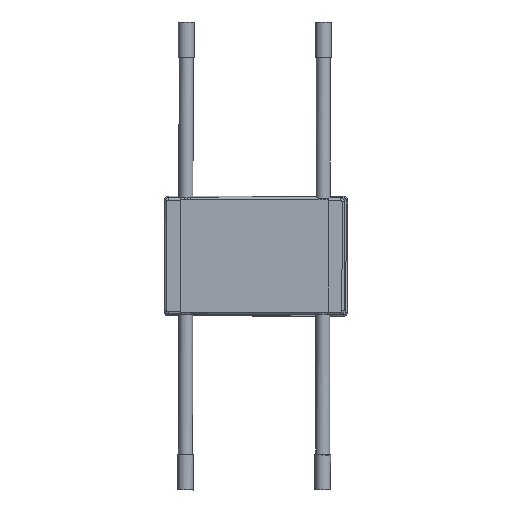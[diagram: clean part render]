
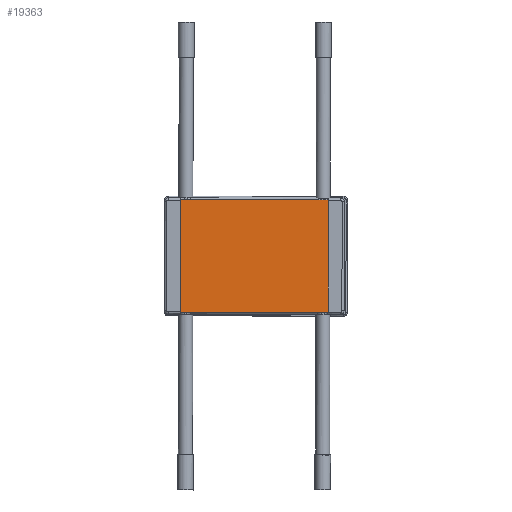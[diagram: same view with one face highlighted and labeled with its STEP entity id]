
A CAD part, front view. The second image highlights one B-rep face of the part: STEP entity #19363.
In plain terms, the highlighted planar face has unit normal (0, -1, 0).
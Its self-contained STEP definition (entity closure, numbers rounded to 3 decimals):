
#185=B_SPLINE_CURVE_WITH_KNOTS('',3,(#33022,#33023,#33024,#33025),
 .UNSPECIFIED.,.F.,.F.,(4,4),(0.607,0.636),
 .UNSPECIFIED.);
#187=B_SPLINE_CURVE_WITH_KNOTS('',3,(#33071,#33072,#33073,#33074),
 .UNSPECIFIED.,.F.,.F.,(4,4),(1.419,1.422),
 .UNSPECIFIED.);
#189=B_SPLINE_CURVE_WITH_KNOTS('',3,(#33096,#33097,#33098,#33099),
 .UNSPECIFIED.,.F.,.F.,(4,4),(0.628,0.636),
 .UNSPECIFIED.);
#191=B_SPLINE_CURVE_WITH_KNOTS('',3,(#33120,#33121,#33122,#33123),
 .UNSPECIFIED.,.F.,.F.,(4,4),(1.419,1.447),
 .UNSPECIFIED.);
#1335=PLANE('',#20768);
#2286=FACE_OUTER_BOUND('',#3616,.T.);
#3616=EDGE_LOOP('',(#18237,#18238,#18239,#18240,#18241,#18242,#18243,#18244,
#18245,#18246,#18247,#18248));
#5821=LINE('',#33007,#8053);
#5826=LINE('',#33034,#8058);
#5829=LINE('',#33040,#8061);
#5832=LINE('',#33046,#8064);
#5835=LINE('',#33052,#8067);
#5838=LINE('',#33058,#8070);
#5842=LINE('',#33083,#8074);
#5846=LINE('',#33108,#8078);
#8053=VECTOR('',#25536,10.);
#8058=VECTOR('',#25543,10.);
#8061=VECTOR('',#25548,10.);
#8064=VECTOR('',#25553,10.);
#8067=VECTOR('',#25558,10.);
#8070=VECTOR('',#25563,10.);
#8074=VECTOR('',#25569,10.);
#8078=VECTOR('',#25575,10.);
#10185=VERTEX_POINT('',#33005);
#10186=VERTEX_POINT('',#33006);
#10189=VERTEX_POINT('',#33021);
#10191=VERTEX_POINT('',#33033);
#10193=VERTEX_POINT('',#33039);
#10195=VERTEX_POINT('',#33045);
#10197=VERTEX_POINT('',#33051);
#10199=VERTEX_POINT('',#33057);
#10201=VERTEX_POINT('',#33070);
#10203=VERTEX_POINT('',#33082);
#10205=VERTEX_POINT('',#33095);
#10207=VERTEX_POINT('',#33107);
#12853=EDGE_CURVE('',#10185,#10186,#5821,.T.);
#12857=EDGE_CURVE('',#10185,#10189,#185,.T.);
#12860=EDGE_CURVE('',#10191,#10189,#5826,.T.);
#12863=EDGE_CURVE('',#10191,#10193,#5829,.T.);
#12866=EDGE_CURVE('',#10195,#10193,#5832,.T.);
#12869=EDGE_CURVE('',#10197,#10195,#5835,.T.);
#12872=EDGE_CURVE('',#10199,#10197,#5838,.T.);
#12875=EDGE_CURVE('',#10199,#10201,#187,.T.);
#12878=EDGE_CURVE('',#10203,#10201,#5842,.T.);
#12881=EDGE_CURVE('',#10203,#10205,#189,.T.);
#12884=EDGE_CURVE('',#10207,#10205,#5846,.T.);
#12887=EDGE_CURVE('',#10207,#10186,#191,.T.);
#18237=ORIENTED_EDGE('',*,*,#12887,.T.);
#18238=ORIENTED_EDGE('',*,*,#12853,.F.);
#18239=ORIENTED_EDGE('',*,*,#12857,.T.);
#18240=ORIENTED_EDGE('',*,*,#12860,.F.);
#18241=ORIENTED_EDGE('',*,*,#12863,.T.);
#18242=ORIENTED_EDGE('',*,*,#12866,.F.);
#18243=ORIENTED_EDGE('',*,*,#12869,.F.);
#18244=ORIENTED_EDGE('',*,*,#12872,.F.);
#18245=ORIENTED_EDGE('',*,*,#12875,.T.);
#18246=ORIENTED_EDGE('',*,*,#12878,.F.);
#18247=ORIENTED_EDGE('',*,*,#12881,.T.);
#18248=ORIENTED_EDGE('',*,*,#12884,.F.);
#19363=ADVANCED_FACE('',(#2286),#1335,.F.);
#20768=AXIS2_PLACEMENT_3D('',#33129,#25580,#25581);
#25536=DIRECTION('',(1.,0.,-0.001));
#25543=DIRECTION('',(1.,0.,-0.001));
#25548=DIRECTION('',(-0.002,0.,-1.));
#25553=DIRECTION('',(-1.,0.,0.001));
#25558=DIRECTION('',(-0.002,0.,-1.));
#25563=DIRECTION('',(1.,0.,-0.001));
#25569=DIRECTION('',(1.,0.,-0.001));
#25575=DIRECTION('',(1.,0.,-0.001));
#25580=DIRECTION('center_axis',(0.,1.,0.));
#25581=DIRECTION('ref_axis',(-1.,0.,0.));
#33005=CARTESIAN_POINT('',(922.433,-101.24,-839.879));
#33006=CARTESIAN_POINT('',(933.873,-101.24,-839.889));
#33007=CARTESIAN_POINT('',(920.767,-101.24,-839.878));
#33021=CARTESIAN_POINT('',(922.149,-101.24,-839.886));
#33022=CARTESIAN_POINT('Ctrl Pts',(922.433,-101.24,-839.879));
#33023=CARTESIAN_POINT('Ctrl Pts',(922.338,-101.24,-839.884));
#33024=CARTESIAN_POINT('Ctrl Pts',(922.244,-101.24,-839.886));
#33025=CARTESIAN_POINT('Ctrl Pts',(922.149,-101.24,-839.886));
#33033=CARTESIAN_POINT('',(920.767,-101.24,-839.885));
#33034=CARTESIAN_POINT('',(903.149,-101.24,-839.869));
#33039=CARTESIAN_POINT('',(920.473,-101.24,-1000.884));
#33040=CARTESIAN_POINT('',(920.767,-101.24,-839.878));
#33045=CARTESIAN_POINT('',(1130.473,-101.24,-1001.068));
#33046=CARTESIAN_POINT('',(1130.473,-101.24,-1001.068));
#33051=CARTESIAN_POINT('',(1130.788,-101.24,-840.068));
#33052=CARTESIAN_POINT('',(1130.788,-101.24,-840.068));
#33057=CARTESIAN_POINT('',(1129.149,-101.24,-840.066));
#33058=CARTESIAN_POINT('',(1129.149,-101.24,-840.066));
#33070=CARTESIAN_POINT('',(1129.124,-101.24,-840.066));
#33071=CARTESIAN_POINT('Ctrl Pts',(1129.149,-101.24,-840.066));
#33072=CARTESIAN_POINT('Ctrl Pts',(1129.14,-101.24,-840.066));
#33073=CARTESIAN_POINT('Ctrl Pts',(1129.132,-101.24,-840.066));
#33074=CARTESIAN_POINT('Ctrl Pts',(1129.124,-101.24,-840.066));
#33082=CARTESIAN_POINT('',(1117.221,-101.24,-840.056));
#33083=CARTESIAN_POINT('',(920.767,-101.24,-839.878));
#33095=CARTESIAN_POINT('',(1117.149,-101.24,-840.056));
#33096=CARTESIAN_POINT('Ctrl Pts',(1117.221,-101.24,-840.056));
#33097=CARTESIAN_POINT('Ctrl Pts',(1117.197,-101.24,-840.056));
#33098=CARTESIAN_POINT('Ctrl Pts',(1117.173,-101.24,-840.056));
#33099=CARTESIAN_POINT('Ctrl Pts',(1117.149,-101.24,-840.056));
#33107=CARTESIAN_POINT('',(934.149,-101.24,-839.896));
#33108=CARTESIAN_POINT('',(934.149,-101.24,-839.896));
#33120=CARTESIAN_POINT('Ctrl Pts',(934.149,-101.24,-839.896));
#33121=CARTESIAN_POINT('Ctrl Pts',(934.057,-101.24,-839.896));
#33122=CARTESIAN_POINT('Ctrl Pts',(933.965,-101.24,-839.894));
#33123=CARTESIAN_POINT('Ctrl Pts',(933.873,-101.24,-839.889));
#33129=CARTESIAN_POINT('Origin',(1025.579,-101.24,-920.476));
